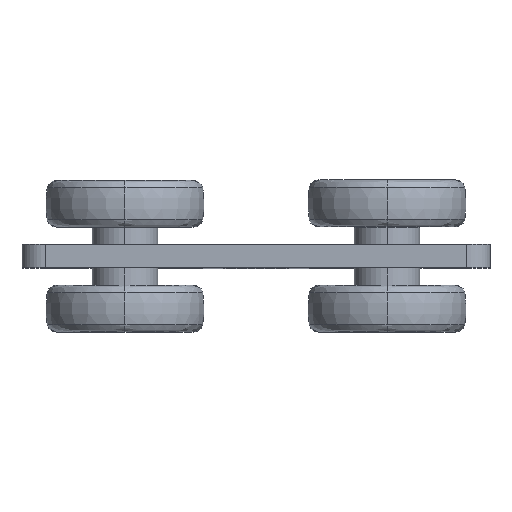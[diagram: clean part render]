
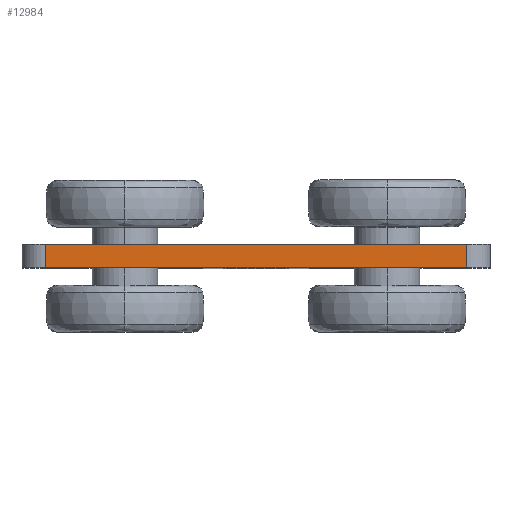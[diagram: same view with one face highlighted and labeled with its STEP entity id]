
A CAD part, top view. The second image highlights one B-rep face of the part: STEP entity #12984.
In plain terms, the highlighted planar face has unit normal (0, 0, 1).
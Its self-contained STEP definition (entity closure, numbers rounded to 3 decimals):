
#396 = VERTEX_POINT ( 'NONE', #12306 ) ;
#1017 = CARTESIAN_POINT ( 'NONE',  ( -50., 2.5, 75. ) ) ;
#1025 = VECTOR ( 'NONE', #14752, 1000. ) ;
#1512 = CARTESIAN_POINT ( 'NONE',  ( 45., 2.5, 75. ) ) ;
#1832 = LINE ( 'NONE', #11183, #1025 ) ;
#1867 = DIRECTION ( 'NONE',  ( 0., 1., 0. ) ) ;
#2108 = CARTESIAN_POINT ( 'NONE',  ( -50., 2.5, 75. ) ) ;
#2590 = LINE ( 'NONE', #1512, #7848 ) ;
#2777 = EDGE_CURVE ( 'NONE', #5198, #396, #12713, .T. ) ;
#4138 = EDGE_CURVE ( 'NONE', #396, #8036, #2590, .T. ) ;
#4669 = DIRECTION ( 'NONE',  ( -1., 0., 0. ) ) ;
#4851 = DIRECTION ( 'NONE',  ( 0., -1., 0. ) ) ;
#4924 = EDGE_CURVE ( 'NONE', #5543, #8036, #1832, .T. ) ;
#5059 = CARTESIAN_POINT ( 'NONE',  ( -45., 2.5, 75. ) ) ;
#5198 = VERTEX_POINT ( 'NONE', #13774 ) ;
#5543 = VERTEX_POINT ( 'NONE', #11872 ) ;
#5719 = ORIENTED_EDGE ( 'NONE', *, *, #4924, .T. ) ;
#5751 = VECTOR ( 'NONE', #15122, 1000. ) ;
#5980 = FACE_OUTER_BOUND ( 'NONE', #7865, .T. ) ;
#7095 = ORIENTED_EDGE ( 'NONE', *, *, #4138, .F. ) ;
#7229 = ORIENTED_EDGE ( 'NONE', *, *, #2777, .F. ) ;
#7510 = EDGE_CURVE ( 'NONE', #5543, #5198, #7676, .T. ) ;
#7676 = LINE ( 'NONE', #5059, #9491 ) ;
#7848 = VECTOR ( 'NONE', #4851, 1000. ) ;
#7865 = EDGE_LOOP ( 'NONE', ( #11989, #5719, #7095, #7229 ) ) ;
#8036 = VERTEX_POINT ( 'NONE', #12109 ) ;
#9243 = PLANE ( 'NONE',  #9497 ) ;
#9491 = VECTOR ( 'NONE', #1867, 1000. ) ;
#9497 = AXIS2_PLACEMENT_3D ( 'NONE', #1017, #13933, #4669 ) ;
#11183 = CARTESIAN_POINT ( 'NONE',  ( 0., -2.5, 75. ) ) ;
#11872 = CARTESIAN_POINT ( 'NONE',  ( -45., -2.5, 75. ) ) ;
#11989 = ORIENTED_EDGE ( 'NONE', *, *, #7510, .F. ) ;
#12109 = CARTESIAN_POINT ( 'NONE',  ( 45., -2.5, 75. ) ) ;
#12306 = CARTESIAN_POINT ( 'NONE',  ( 45., 2.5, 75. ) ) ;
#12713 = LINE ( 'NONE', #2108, #5751 ) ;
#12984 = ADVANCED_FACE ( 'NONE', ( #5980 ), #9243, .F. ) ;
#13774 = CARTESIAN_POINT ( 'NONE',  ( -45., 2.5, 75. ) ) ;
#13933 = DIRECTION ( 'NONE',  ( 0., 0., -1. ) ) ;
#14752 = DIRECTION ( 'NONE',  ( 1., 0., 0. ) ) ;
#15122 = DIRECTION ( 'NONE',  ( 1., 0., 0. ) ) ;
